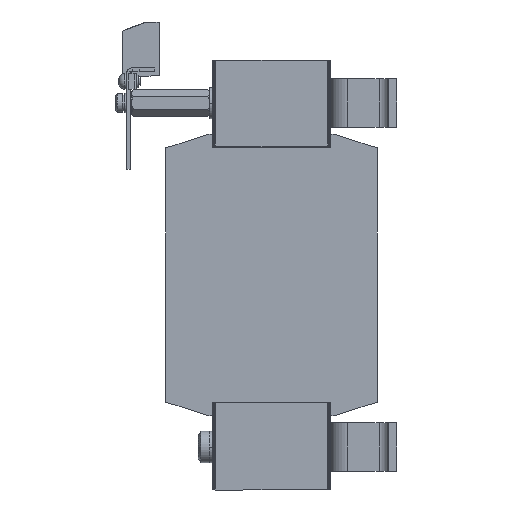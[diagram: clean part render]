
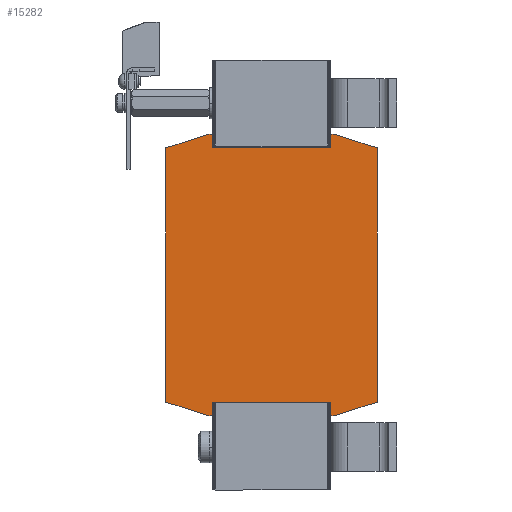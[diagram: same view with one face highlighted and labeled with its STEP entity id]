
A CAD part, left-side view. The second image highlights one B-rep face of the part: STEP entity #15282.
In plain terms, the highlighted planar face has unit normal (-1, 0, 0).
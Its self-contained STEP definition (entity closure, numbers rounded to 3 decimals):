
#249 = DIRECTION ( 'NONE',  ( 0., 0., 1. ) ) ;
#369 = CARTESIAN_POINT ( 'NONE',  ( -86.5, -30.15, 65. ) ) ;
#388 = CARTESIAN_POINT ( 'NONE',  ( -86.5, 0., 0. ) ) ;
#712 = DIRECTION ( 'NONE',  ( 0., -1., 0. ) ) ;
#768 = CARTESIAN_POINT ( 'NONE',  ( -86.5, -30.15, 72. ) ) ;
#807 = CARTESIAN_POINT ( 'NONE',  ( -86.5, 32.15, 72. ) ) ;
#820 = AXIS2_PLACEMENT_3D ( 'NONE', #388, #3862, #3792 ) ;
#834 = CARTESIAN_POINT ( 'NONE',  ( -86.5, 54.145, -65. ) ) ;
#1123 = VERTEX_POINT ( 'NONE', #2547 ) ;
#1188 = CARTESIAN_POINT ( 'NONE',  ( -86.5, -30.15, -65. ) ) ;
#1260 = VECTOR ( 'NONE', #13482, 1000. ) ;
#1275 = DIRECTION ( 'NONE',  ( 0., 0., -1. ) ) ;
#1427 = LINE ( 'NONE', #19182, #20799 ) ;
#1493 = CARTESIAN_POINT ( 'NONE',  ( -86.5, 54.145, 65. ) ) ;
#1522 = CARTESIAN_POINT ( 'NONE',  ( -86.5, -30.15, 72. ) ) ;
#1667 = DIRECTION ( 'NONE',  ( 0., 0., 1. ) ) ;
#1674 = EDGE_CURVE ( 'Defeature ausgef�hrt2_56+Defeature ausgef�hrt2_69+Defeature ausgef�hrt2_55+Defeature ausgef�hrt2_57', #17298, #9762, #8069, .T. ) ;
#1677 = VECTOR ( 'NONE', #12161, 1000. ) ;
#1775 = EDGE_CURVE ( 'Defeature ausgef�hrt2_52+Defeature ausgef�hrt2_69+Defeature ausgef�hrt2_60+Defeature ausgef�hrt2_61', #16480, #3686, #15052, .T. ) ;
#1946 = ORIENTED_EDGE ( 'NONE', *, *, #1674, .F. ) ;
#2486 = ORIENTED_EDGE ( 'NONE', *, *, #6875, .F. ) ;
#2547 = CARTESIAN_POINT ( 'NONE',  ( -86.5, 30.15, 72. ) ) ;
#2808 = ORIENTED_EDGE ( 'NONE', *, *, #4999, .F. ) ;
#3198 = EDGE_CURVE ( 'Defeature ausgef�hrt2_61+Defeature ausgef�hrt2_69+Defeature ausgef�hrt2_52+Defeature ausgef�hrt2_62', #3686, #18425, #6256, .T. ) ;
#3344 = VERTEX_POINT ( 'NONE', #1188 ) ;
#3667 = VECTOR ( 'NONE', #10865, 1000. ) ;
#3686 = VERTEX_POINT ( 'NONE', #369 ) ;
#3792 = DIRECTION ( 'NONE',  ( 0., -1., 0. ) ) ;
#3855 = VECTOR ( 'NONE', #1667, 1000. ) ;
#3862 = DIRECTION ( 'NONE',  ( 1., 0., 0. ) ) ;
#3985 = EDGE_CURVE ( 'Defeature ausgef�hrt2_60+Defeature ausgef�hrt2_69+Defeature ausgef�hrt2_59+Defeature ausgef�hrt2_52', #1123, #16480, #1427, .T. ) ;
#4046 = CARTESIAN_POINT ( 'NONE',  ( -86.5, 54.145, -65. ) ) ;
#4922 = VERTEX_POINT ( 'NONE', #15906 ) ;
#4968 = EDGE_CURVE ( 'Defeature ausgef�hrt2_59+Defeature ausgef�hrt2_69+Defeature ausgef�hrt2_58+Defeature ausgef�hrt2_60', #15780, #1123, #14331, .T. ) ;
#4969 = VECTOR ( 'NONE', #7534, 1000. ) ;
#4999 = EDGE_CURVE ( 'Defeature ausgef�hrt2_66+Defeature ausgef�hrt2_69+Defeature ausgef�hrt2_65+Defeature ausgef�hrt2_67', #6690, #4922, #6535, .T. ) ;
#5143 = CARTESIAN_POINT ( 'NONE',  ( -86.5, -32.15, -72. ) ) ;
#5221 = VECTOR ( 'NONE', #13008, 1000. ) ;
#5670 = EDGE_CURVE ( 'Defeature ausgef�hrt2_54+Defeature ausgef�hrt2_69+Defeature ausgef�hrt2_53+Defeature ausgef�hrt2_55', #17751, #5802, #15680, .T. ) ;
#5671 = LINE ( 'NONE', #11244, #1260 ) ;
#5731 = CARTESIAN_POINT ( 'NONE',  ( -86.5, -30.15, -72. ) ) ;
#5802 = VERTEX_POINT ( 'NONE', #16435 ) ;
#5921 = EDGE_CURVE ( 'Defeature ausgef�hrt2_57+Defeature ausgef�hrt2_69+Defeature ausgef�hrt2_56+Defeature ausgef�hrt2_58', #9762, #9847, #13816, .T. ) ;
#5940 = FACE_OUTER_BOUND ( 'NONE', #13569, .T. ) ;
#6062 = DIRECTION ( 'NONE',  ( 0., 0., -1. ) ) ;
#6256 = LINE ( 'NONE', #768, #18645 ) ;
#6312 = LINE ( 'NONE', #20347, #21045 ) ;
#6535 = LINE ( 'NONE', #5731, #4969 ) ;
#6687 = ORIENTED_EDGE ( 'NONE', *, *, #18491, .F. ) ;
#6690 = VERTEX_POINT ( 'NONE', #5143 ) ;
#6807 = ORIENTED_EDGE ( 'NONE', *, *, #14205, .F. ) ;
#6828 = CARTESIAN_POINT ( 'NONE',  ( -86.5, -54.145, -65. ) ) ;
#6875 = EDGE_CURVE ( 'Defeature ausgef�hrt2_63+Defeature ausgef�hrt2_69+Defeature ausgef�hrt2_62+Defeature ausgef�hrt2_64', #19645, #12800, #19920, .T. ) ;
#7140 = ORIENTED_EDGE ( 'NONE', *, *, #5921, .F. ) ;
#7203 = CARTESIAN_POINT ( 'NONE',  ( -86.5, 30.15, 65. ) ) ;
#7534 = DIRECTION ( 'NONE',  ( 0., 1., 0. ) ) ;
#8069 = LINE ( 'NONE', #834, #19415 ) ;
#8209 = CARTESIAN_POINT ( 'NONE',  ( -86.5, -32.15, -72. ) ) ;
#8255 = LINE ( 'NONE', #8537, #3855 ) ;
#8401 = LINE ( 'NONE', #8872, #1677 ) ;
#8464 = EDGE_CURVE ( 'Defeature ausgef�hrt2_65+Defeature ausgef�hrt2_69+Defeature ausgef�hrt2_64+Defeature ausgef�hrt2_66', #17325, #6690, #14616, .T. ) ;
#8537 = CARTESIAN_POINT ( 'NONE',  ( -86.5, -30.15, -65. ) ) ;
#8615 = ORIENTED_EDGE ( 'NONE', *, *, #1775, .F. ) ;
#8619 = DIRECTION ( 'NONE',  ( 0., 1., 0. ) ) ;
#8628 = EDGE_CURVE ( 'Defeature ausgef�hrt2_64+Defeature ausgef�hrt2_69+Defeature ausgef�hrt2_63+Defeature ausgef�hrt2_65', #12800, #17325, #14098, .T. ) ;
#8872 = CARTESIAN_POINT ( 'NONE',  ( -86.5, 30.15, -65. ) ) ;
#9393 = CARTESIAN_POINT ( 'NONE',  ( -86.5, -32.15, 72. ) ) ;
#9583 = ORIENTED_EDGE ( 'NONE', *, *, #8464, .F. ) ;
#9762 = VERTEX_POINT ( 'NONE', #4046 ) ;
#9810 = LINE ( 'NONE', #20022, #19372 ) ;
#9847 = VERTEX_POINT ( 'NONE', #1493 ) ;
#10594 = EDGE_CURVE ( 'Defeature ausgef�hrt2_53+Defeature ausgef�hrt2_69+Defeature ausgef�hrt2_67+Defeature ausgef�hrt2_54', #3344, #17751, #8401, .T. ) ;
#10865 = DIRECTION ( 'NONE',  ( 0., -0.953, -0.303 ) ) ;
#11091 = CARTESIAN_POINT ( 'NONE',  ( -86.5, -54.145, 65. ) ) ;
#11244 = CARTESIAN_POINT ( 'NONE',  ( -86.5, 32.15, 72. ) ) ;
#11688 = ORIENTED_EDGE ( 'NONE', *, *, #8628, .F. ) ;
#12061 = CARTESIAN_POINT ( 'NONE',  ( -86.5, 54.145, 65. ) ) ;
#12072 = CARTESIAN_POINT ( 'NONE',  ( -86.5, 30.15, -65. ) ) ;
#12161 = DIRECTION ( 'NONE',  ( 0., 1., 0. ) ) ;
#12800 = VERTEX_POINT ( 'NONE', #17899 ) ;
#12818 = CARTESIAN_POINT ( 'NONE',  ( -86.5, 32.15, -72. ) ) ;
#12889 = VECTOR ( 'NONE', #1275, 1000. ) ;
#13008 = DIRECTION ( 'NONE',  ( 0., -1., 0. ) ) ;
#13051 = EDGE_CURVE ( 'Defeature ausgef�hrt2_62+Defeature ausgef�hrt2_69+Defeature ausgef�hrt2_61+Defeature ausgef�hrt2_63', #18425, #19645, #6312, .T. ) ;
#13482 = DIRECTION ( 'NONE',  ( 0., -0.953, 0.303 ) ) ;
#13569 = EDGE_LOOP ( 'NONE', ( #15213, #19595, #20095, #2808, #9583, #11688, #2486, #18739, #13999, #8615, #20214, #21344, #6687, #7140, #1946, #6807 ) ) ;
#13816 = LINE ( 'NONE', #12061, #18675 ) ;
#13999 = ORIENTED_EDGE ( 'NONE', *, *, #3198, .F. ) ;
#14098 = LINE ( 'NONE', #6828, #18947 ) ;
#14205 = EDGE_CURVE ( 'Defeature ausgef�hrt2_55+Defeature ausgef�hrt2_69+Defeature ausgef�hrt2_54+Defeature ausgef�hrt2_56', #5802, #17298, #9810, .T. ) ;
#14211 = DIRECTION ( 'NONE',  ( 0., -1., 0. ) ) ;
#14331 = LINE ( 'NONE', #17275, #20757 ) ;
#14354 = VECTOR ( 'NONE', #21203, 1000. ) ;
#14616 = LINE ( 'NONE', #8209, #14354 ) ;
#14930 = PLANE ( 'NONE',  #820 ) ;
#15052 = LINE ( 'NONE', #18087, #5221 ) ;
#15213 = ORIENTED_EDGE ( 'NONE', *, *, #5670, .F. ) ;
#15282 = ADVANCED_FACE ( 'Defeature ausgef�hrt2_69', ( #5940 ), #14930, .F. ) ;
#15506 = DIRECTION ( 'NONE',  ( 0., 0., 1. ) ) ;
#15680 = LINE ( 'NONE', #16084, #12889 ) ;
#15780 = VERTEX_POINT ( 'NONE', #807 ) ;
#15906 = CARTESIAN_POINT ( 'NONE',  ( -86.5, -30.15, -72. ) ) ;
#16084 = CARTESIAN_POINT ( 'NONE',  ( -86.5, 30.15, -72. ) ) ;
#16168 = CARTESIAN_POINT ( 'NONE',  ( -86.5, -54.145, -65. ) ) ;
#16435 = CARTESIAN_POINT ( 'NONE',  ( -86.5, 30.15, -72. ) ) ;
#16480 = VERTEX_POINT ( 'NONE', #7203 ) ;
#17275 = CARTESIAN_POINT ( 'NONE',  ( -86.5, 30.15, 72. ) ) ;
#17298 = VERTEX_POINT ( 'NONE', #12818 ) ;
#17325 = VERTEX_POINT ( 'NONE', #16168 ) ;
#17434 = DIRECTION ( 'NONE',  ( 0., 0.953, 0.303 ) ) ;
#17751 = VERTEX_POINT ( 'NONE', #12072 ) ;
#17899 = CARTESIAN_POINT ( 'NONE',  ( -86.5, -54.145, 65. ) ) ;
#18087 = CARTESIAN_POINT ( 'NONE',  ( -86.5, -30.15, 65. ) ) ;
#18377 = DIRECTION ( 'NONE',  ( 0., 0., -1. ) ) ;
#18425 = VERTEX_POINT ( 'NONE', #1522 ) ;
#18491 = EDGE_CURVE ( 'Defeature ausgef�hrt2_58+Defeature ausgef�hrt2_69+Defeature ausgef�hrt2_57+Defeature ausgef�hrt2_59', #9847, #15780, #5671, .T. ) ;
#18552 = EDGE_CURVE ( 'Defeature ausgef�hrt2_67+Defeature ausgef�hrt2_69+Defeature ausgef�hrt2_66+Defeature ausgef�hrt2_53', #4922, #3344, #8255, .T. ) ;
#18645 = VECTOR ( 'NONE', #15506, 1000. ) ;
#18675 = VECTOR ( 'NONE', #249, 1000. ) ;
#18739 = ORIENTED_EDGE ( 'NONE', *, *, #13051, .F. ) ;
#18947 = VECTOR ( 'NONE', #18377, 1000. ) ;
#19182 = CARTESIAN_POINT ( 'NONE',  ( -86.5, 30.15, 65. ) ) ;
#19372 = VECTOR ( 'NONE', #8619, 1000. ) ;
#19415 = VECTOR ( 'NONE', #17434, 1000. ) ;
#19595 = ORIENTED_EDGE ( 'NONE', *, *, #10594, .F. ) ;
#19645 = VERTEX_POINT ( 'NONE', #9393 ) ;
#19920 = LINE ( 'NONE', #11091, #3667 ) ;
#20022 = CARTESIAN_POINT ( 'NONE',  ( -86.5, 32.15, -72. ) ) ;
#20095 = ORIENTED_EDGE ( 'NONE', *, *, #18552, .F. ) ;
#20214 = ORIENTED_EDGE ( 'NONE', *, *, #3985, .F. ) ;
#20347 = CARTESIAN_POINT ( 'NONE',  ( -86.5, -32.15, 72. ) ) ;
#20757 = VECTOR ( 'NONE', #14211, 1000. ) ;
#20799 = VECTOR ( 'NONE', #6062, 1000. ) ;
#21045 = VECTOR ( 'NONE', #712, 1000. ) ;
#21203 = DIRECTION ( 'NONE',  ( 0., 0.953, -0.303 ) ) ;
#21344 = ORIENTED_EDGE ( 'NONE', *, *, #4968, .F. ) ;
